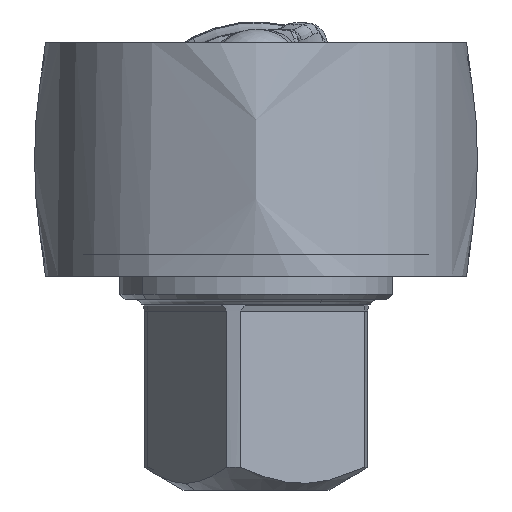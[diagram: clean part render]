
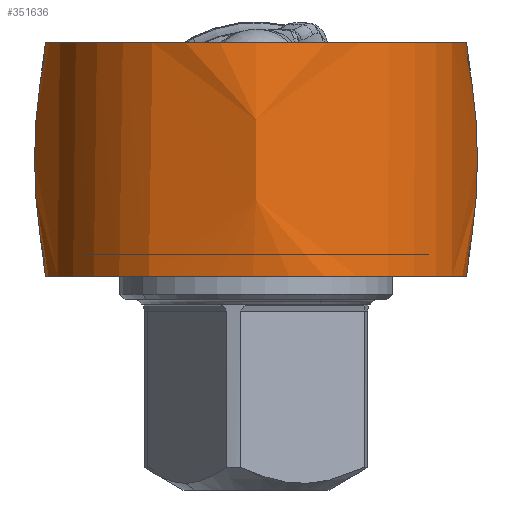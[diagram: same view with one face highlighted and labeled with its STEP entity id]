
A CAD part, left-side view. The second image highlights one B-rep face of the part: STEP entity #351636.
In plain terms, the highlighted free-form (B-spline) face has degree [3, 3] with [7, 4] control points.
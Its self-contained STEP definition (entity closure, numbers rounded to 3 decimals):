
#350475=CARTESIAN_POINT('',(0.,0.,-17.5));
#350476=DIRECTION('',(0.,0.,-1.));
#350477=DIRECTION('',(1.,0.,0.));
#350478=AXIS2_PLACEMENT_3D('',#350475,#350476,#350477);
#350480=CARTESIAN_POINT('',(0.,0.,-17.5));
#350481=DIRECTION('',(0.,0.,-1.));
#350482=DIRECTION('',(-0.99,-0.142,0.));
#350483=AXIS2_PLACEMENT_3D('',#350480,#350481,#350482);
#350592=CARTESIAN_POINT('',(0.,0.,17.5));
#350593=DIRECTION('',(0.,0.,-1.));
#350594=DIRECTION('',(-0.99,-0.142,0.));
#350595=AXIS2_PLACEMENT_3D('',#350592,#350593,#350594);
#350708=CARTESIAN_POINT('',(-44.866,6.413,0.));
#350709=DIRECTION('',(0.142,0.99,0.));
#350710=DIRECTION('',(0.965,-0.138,0.222));
#350711=AXIS2_PLACEMENT_3D('',#350708,#350709,#350710);
#350713=CARTESIAN_POINT('',(44.866,6.413,0.));
#350714=DIRECTION('',(-0.142,0.99,0.));
#350715=DIRECTION('',(-0.99,-0.142,0.));
#350716=AXIS2_PLACEMENT_3D('',#350713,#350714,#350715);
#350718=CARTESIAN_POINT('',(44.866,6.413,0.));
#350719=DIRECTION('',(-0.142,0.99,0.));
#350720=DIRECTION('',(-0.965,-0.138,
-0.222));
#350721=AXIS2_PLACEMENT_3D('',#350718,#350719,#350720);
#350723=CARTESIAN_POINT('',(-44.866,6.413,0.));
#350724=DIRECTION('',(0.142,0.99,0.));
#350725=DIRECTION('',(0.99,-0.142,0.));
#350726=AXIS2_PLACEMENT_3D('',#350723,#350724,#350725);
#350989=CARTESIAN_POINT('',(31.215,-4.462,17.5));
#350990=VERTEX_POINT('',#350989);
#350991=CARTESIAN_POINT('',(-31.215,-4.462,17.5));
#350993=VERTEX_POINT('',#350991);
#350996=CARTESIAN_POINT('',(-31.215,-4.462,-17.5));
#350998=VERTEX_POINT('',#350996);
#350999=CARTESIAN_POINT('',(31.533,0.,
-17.5));
#351000=VERTEX_POINT('',#350999);
#351001=CARTESIAN_POINT('',(31.215,-4.462,
-17.5));
#351002=VERTEX_POINT('',#351001);
#351021=CARTESIAN_POINT('',(33.163,-4.74,0.));
#351022=VERTEX_POINT('',#351021);
#351023=CARTESIAN_POINT('',(-33.163,-4.74,0.));
#351024=VERTEX_POINT('',#351023);
#351596=CARTESIAN_POINT('',(-30.681,-6.555,
18.188));
#351597=CARTESIAN_POINT('',(-33.467,-7.15,
6.174));
#351598=CARTESIAN_POINT('',(-33.467,-7.15,
-6.174));
#351599=CARTESIAN_POINT('',(-30.68,-6.555,
-18.188));
#351600=CARTESIAN_POINT('',(-35.195,14.574,
18.188));
#351601=CARTESIAN_POINT('',(-38.391,15.898,
6.174));
#351602=CARTESIAN_POINT('',(-38.391,15.898,
-6.174));
#351603=CARTESIAN_POINT('',(-35.195,14.574,
-18.188));
#351604=CARTESIAN_POINT('',(-21.606,31.373,
18.188));
#351605=CARTESIAN_POINT('',(-23.569,34.222,
6.174));
#351606=CARTESIAN_POINT('',(-23.569,34.222,
-6.174));
#351607=CARTESIAN_POINT('',(-21.606,31.373,
-18.188));
#351608=CARTESIAN_POINT('',(0.,31.373,
18.188));
#351609=CARTESIAN_POINT('',(0.,34.222,
6.174));
#351610=CARTESIAN_POINT('',(0.,34.222,
-6.174));
#351611=CARTESIAN_POINT('',(0.,31.373,
-18.188));
#351612=CARTESIAN_POINT('',(21.606,31.373,
18.188));
#351613=CARTESIAN_POINT('',(23.569,34.222,
6.174));
#351614=CARTESIAN_POINT('',(23.569,34.222,
-6.174));
#351615=CARTESIAN_POINT('',(21.606,31.373,
-18.188));
#351616=CARTESIAN_POINT('',(35.195,14.574,
18.188));
#351617=CARTESIAN_POINT('',(38.391,15.898,
6.174));
#351618=CARTESIAN_POINT('',(38.391,15.898,
-6.174));
#351619=CARTESIAN_POINT('',(35.195,14.574,
-18.188));
#351620=CARTESIAN_POINT('',(30.681,-6.555,
18.188));
#351621=CARTESIAN_POINT('',(33.467,-7.15,
6.174));
#351622=CARTESIAN_POINT('',(33.467,-7.15,
-6.174));
#351623=CARTESIAN_POINT('',(30.68,-6.555,
-18.188));
#351624=(BOUNDED_SURFACE()B_SPLINE_SURFACE(3,3,((#351596,#351597,#351598,
#351599),(#351600,#351601,#351602,#351603),(#351604,#351605,#351606,#351607),(
#351608,#351609,#351610,#351611),(#351612,#351613,#351614,#351615),(#351616,
#351617,#351618,#351619),(#351620,#351621,#351622,#351623)),.UNSPECIFIED.,.F.,
.F.,.F.)B_SPLINE_SURFACE_WITH_KNOTS((4,3,4),(4,4),(0.,1.,2.),(0.,1.),
.UNSPECIFIED.)GEOMETRIC_REPRESENTATION_ITEM()RATIONAL_B_SPLINE_SURFACE(((
1.245,1.222,1.222,1.245),(
0.937,0.92,0.92,0.937),(
0.937,0.92,0.92,0.937),(
1.245,1.222,1.222,1.245),(
0.937,0.92,0.92,0.937),(
0.937,0.92,0.92,0.937),(
1.245,1.222,1.222,1.245)))REPRESENTATION_ITEM('')SURFACE());
#351626=ORIENTED_EDGE('',*,*,#351625,.F.);
#351627=ORIENTED_EDGE('',*,*,#351499,.F.);
#351628=ORIENTED_EDGE('',*,*,#351590,.F.);
#351629=ORIENTED_EDGE('',*,*,#351588,.F.);
#351630=ORIENTED_EDGE('',*,*,#351424,.T.);
#351631=ORIENTED_EDGE('',*,*,#351422,.T.);
#351633=ORIENTED_EDGE('',*,*,#351632,.F.);
#351634=EDGE_LOOP('',(#351626,#351627,#351628,#351629,#351630,#351631,#351633));
#351635=FACE_OUTER_BOUND('',#351634,.F.);
#351636=ADVANCED_FACE('',(#351635),#351624,.T.);
#350479=CIRCLE('',#350478,31.533);
#350484=CIRCLE('',#350483,31.533);
#350596=CIRCLE('',#350595,31.533);
#350712=CIRCLE('',#350711,78.822);
#350717=CIRCLE('',#350716,78.822);
#350722=CIRCLE('',#350721,78.822);
#350727=CIRCLE('',#350726,78.822);
#351422=EDGE_CURVE('',#351000,#351002,#350479,.T.);
#351424=EDGE_CURVE('',#350998,#351000,#350484,.T.);
#351499=EDGE_CURVE('',#350993,#350990,#350596,.T.);
#351588=EDGE_CURVE('',#350998,#351024,#350722,.T.);
#351590=EDGE_CURVE('',#351024,#350993,#350717,.T.);
#351625=EDGE_CURVE('',#350990,#351022,#350712,.T.);
#351632=EDGE_CURVE('',#351022,#351002,#350727,.T.);
